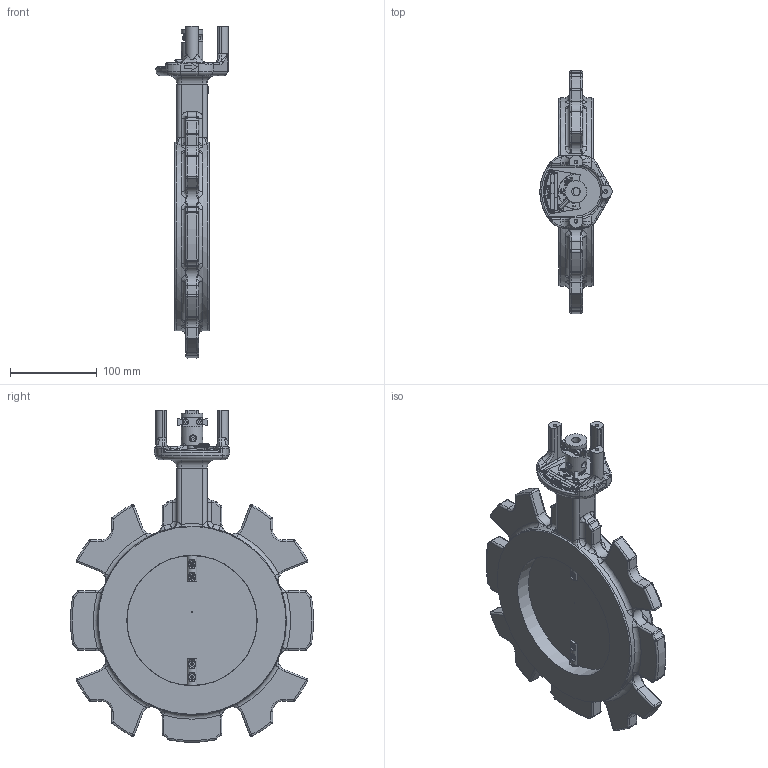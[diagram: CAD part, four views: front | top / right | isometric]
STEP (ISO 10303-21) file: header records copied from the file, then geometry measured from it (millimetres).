
FILE_DESCRIPTION(/* description */ (''),/* implementation_level */ '2;1');
FILE_NAME(/* name */ 'VKF10.150.stp',/* time_stamp */ '2018-02-01T12:13:59+01:00',/* author */ (''),/* organization */ (''),/* preprocessor_version */ 'ST-DEVELOPER v16',/* originating_system */ 'SIEMENS PLM Software NX 10.0',/* authorisation */ '');
FILE_SCHEMA (('AUTOMOTIVE_DESIGN { 1 0 10303 214 3 1 1 1 }'));
Products named in the file (1): Gant22AC43EDgmee
Bounding box: 83.06 x 279.41 x 381.71 mm (x, y, z)
Volume: 1348458.7 mm3; surface area: 228758.7 mm2
Topology: 28 solids, 28 shells, 1697 faces, 4365 edges, 2734 vertices
Faces by surface type: torus 587, plane 419, cylinder 387, bspline 164, sphere 68, cone 45, extrusion 27
Full cylindrical faces by diameter (mm): 1.5 x1, 2 x8, 3.3 x6, 3.324 x4, 3.838 x4, 4 x6, 4.1 x2, 4.2 x3, 4.5 x4, 5 x2, 5.6 x4, 5.8 x4, 7 x3, 7.5 x4, 8 x2, 10 x2, 12 x5, 12.1 x4, 14.5 x1, 15.95 x3, 16 x2, 16.5 x4, 16.6 x1, 20 x2, 21 x1, 25 x2, 150 x1
Entity records: 57515 total; most frequent: CARTESIAN_POINT 19439, DIRECTION 7467, ORIENTED_EDGE 7256, EDGE_CURVE 3628, AXIS2_PLACEMENT_3D 3264, VERTEX_POINT 2652, EDGE_LOOP 2428, ADVANCED_FACE 1697
